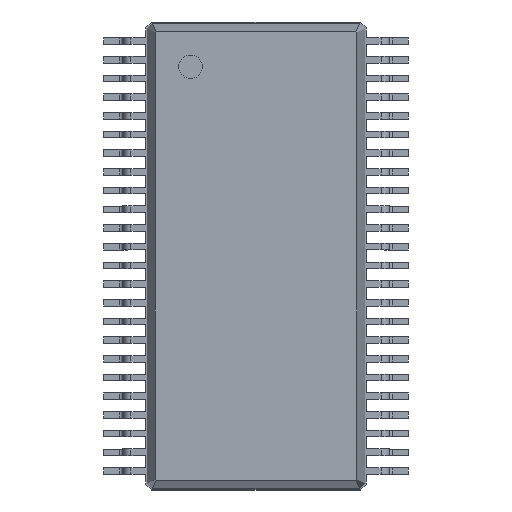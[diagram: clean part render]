
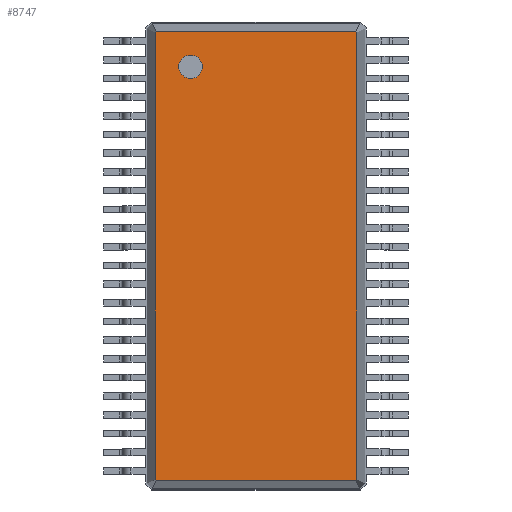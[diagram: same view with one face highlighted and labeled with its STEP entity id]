
A CAD part, top view. The second image highlights one B-rep face of the part: STEP entity #8747.
In plain terms, the highlighted planar face has unit normal (0, 0, 1).
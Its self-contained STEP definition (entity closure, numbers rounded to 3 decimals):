
#2934 = VERTEX_POINT('',#2935);
#2935 = CARTESIAN_POINT('',(3.423,-7.586,2.99));
#2940 = EDGE_CURVE('',#2941,#2934,#2943,.T.);
#2941 = VERTEX_POINT('',#2942);
#2942 = CARTESIAN_POINT('',(3.423,7.586,2.99));
#2943 = LINE('',#2944,#2945);
#2944 = CARTESIAN_POINT('',(3.423,7.586,2.99));
#2945 = VECTOR('',#2946,1.);
#2946 = DIRECTION('',(0.,-1.,0.));
#8711 = EDGE_CURVE('',#8712,#2941,#8714,.T.);
#8712 = VERTEX_POINT('',#8713);
#8713 = CARTESIAN_POINT('',(3.386,7.623,2.99));
#8714 = LINE('',#8715,#8716);
#8715 = CARTESIAN_POINT('',(3.386,7.623,2.99));
#8716 = VECTOR('',#8717,1.);
#8717 = DIRECTION('',(0.707,-0.707,0.));
#8747 = ADVANCED_FACE('',(#8748,#8798),#8809,.F.);
#8748 = FACE_BOUND('',#8749,.F.);
#8749 = EDGE_LOOP('',(#8750,#8758,#8759,#8760,#8768,#8776,#8784,#8792));
#8750 = ORIENTED_EDGE('',*,*,#8751,.T.);
#8751 = EDGE_CURVE('',#8752,#8712,#8754,.T.);
#8752 = VERTEX_POINT('',#8753);
#8753 = CARTESIAN_POINT('',(-3.386,7.623,2.99));
#8754 = LINE('',#8755,#8756);
#8755 = CARTESIAN_POINT('',(-3.386,7.623,2.99));
#8756 = VECTOR('',#8757,1.);
#8757 = DIRECTION('',(1.,0.,0.));
#8758 = ORIENTED_EDGE('',*,*,#8711,.T.);
#8759 = ORIENTED_EDGE('',*,*,#2940,.T.);
#8760 = ORIENTED_EDGE('',*,*,#8761,.T.);
#8761 = EDGE_CURVE('',#2934,#8762,#8764,.T.);
#8762 = VERTEX_POINT('',#8763);
#8763 = CARTESIAN_POINT('',(3.386,-7.623,2.99));
#8764 = LINE('',#8765,#8766);
#8765 = CARTESIAN_POINT('',(3.423,-7.586,2.99));
#8766 = VECTOR('',#8767,1.);
#8767 = DIRECTION('',(-0.707,-0.707,0.));
#8768 = ORIENTED_EDGE('',*,*,#8769,.T.);
#8769 = EDGE_CURVE('',#8762,#8770,#8772,.T.);
#8770 = VERTEX_POINT('',#8771);
#8771 = CARTESIAN_POINT('',(-3.386,-7.623,2.99));
#8772 = LINE('',#8773,#8774);
#8773 = CARTESIAN_POINT('',(3.386,-7.623,2.99));
#8774 = VECTOR('',#8775,1.);
#8775 = DIRECTION('',(-1.,0.,0.));
#8776 = ORIENTED_EDGE('',*,*,#8777,.T.);
#8777 = EDGE_CURVE('',#8770,#8778,#8780,.T.);
#8778 = VERTEX_POINT('',#8779);
#8779 = CARTESIAN_POINT('',(-3.423,-7.586,2.99));
#8780 = LINE('',#8781,#8782);
#8781 = CARTESIAN_POINT('',(-3.386,-7.623,2.99));
#8782 = VECTOR('',#8783,1.);
#8783 = DIRECTION('',(-0.707,0.707,0.));
#8784 = ORIENTED_EDGE('',*,*,#8785,.T.);
#8785 = EDGE_CURVE('',#8778,#8786,#8788,.T.);
#8786 = VERTEX_POINT('',#8787);
#8787 = CARTESIAN_POINT('',(-3.423,7.586,2.99));
#8788 = LINE('',#8789,#8790);
#8789 = CARTESIAN_POINT('',(-3.423,-7.586,2.99));
#8790 = VECTOR('',#8791,1.);
#8791 = DIRECTION('',(0.,1.,0.));
#8792 = ORIENTED_EDGE('',*,*,#8793,.T.);
#8793 = EDGE_CURVE('',#8786,#8752,#8794,.T.);
#8794 = LINE('',#8795,#8796);
#8795 = CARTESIAN_POINT('',(-3.423,7.586,2.99));
#8796 = VECTOR('',#8797,1.);
#8797 = DIRECTION('',(0.707,0.707,0.));
#8798 = FACE_BOUND('',#8799,.F.);
#8799 = EDGE_LOOP('',(#8800));
#8800 = ORIENTED_EDGE('',*,*,#8801,.T.);
#8801 = EDGE_CURVE('',#8802,#8802,#8804,.T.);
#8802 = VERTEX_POINT('',#8803);
#8803 = CARTESIAN_POINT('',(-2.223,6.023,2.99));
#8804 = CIRCLE('',#8805,0.4);
#8805 = AXIS2_PLACEMENT_3D('',#8806,#8807,#8808);
#8806 = CARTESIAN_POINT('',(-2.223,6.423,2.99));
#8807 = DIRECTION('',(-0.,0.,1.));
#8808 = DIRECTION('',(0.,-1.,0.));
#8809 = PLANE('',#8810);
#8810 = AXIS2_PLACEMENT_3D('',#8811,#8812,#8813);
#8811 = CARTESIAN_POINT('',(-3.386,7.623,2.99));
#8812 = DIRECTION('',(0.,0.,-1.));
#8813 = DIRECTION('',(0.406,-0.914,0.));
